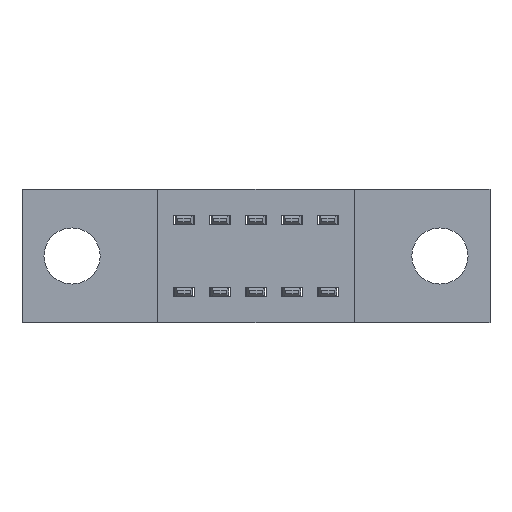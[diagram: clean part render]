
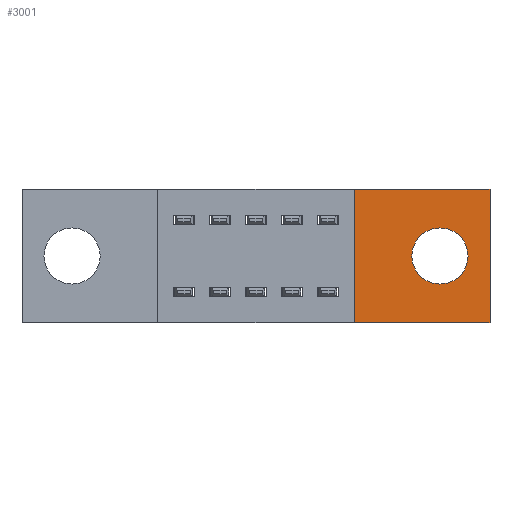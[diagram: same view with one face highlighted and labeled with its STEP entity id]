
A CAD part, front view. The second image highlights one B-rep face of the part: STEP entity #3001.
In plain terms, the highlighted planar face has unit normal (0, -1, 0).
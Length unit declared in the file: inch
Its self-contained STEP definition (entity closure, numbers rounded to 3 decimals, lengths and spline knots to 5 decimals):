
#313 = ORIENTED_EDGE ( 'NONE', *, *, #1936, .F. ) ;
#343 = DIRECTION ( 'NONE',  ( 1., 0., 0. ) ) ;
#452 = VERTEX_POINT ( 'NONE', #6977 ) ;
#600 = CARTESIAN_POINT ( 'NONE',  ( 0., 0., -0.37 ) ) ;
#642 = DIRECTION ( 'NONE',  ( 0., 0., 1. ) ) ;
#643 = CARTESIAN_POINT ( 'NONE',  ( 1.161, 0., -0.107 ) ) ;
#802 = VERTEX_POINT ( 'NONE', #643 ) ;
#810 = PLANE ( 'NONE',  #3878 ) ;
#821 = ORIENTED_EDGE ( 'NONE', *, *, #4400, .F. ) ;
#841 = DIRECTION ( 'NONE',  ( 0., 0., -1. ) ) ;
#853 = VERTEX_POINT ( 'NONE', #3460 ) ;
#1138 = FACE_OUTER_BOUND ( 'NONE', #6921, .T. ) ;
#1296 = ORIENTED_EDGE ( 'NONE', *, *, #6293, .T. ) ;
#1379 = DIRECTION ( 'NONE',  ( 0., 1., 0. ) ) ;
#1539 = VECTOR ( 'NONE', #3444, 39.37008 ) ;
#1826 = ORIENTED_EDGE ( 'NONE', *, *, #2809, .F. ) ;
#1936 = EDGE_CURVE ( 'NONE', #2245, #3343, #3678, .T. ) ;
#2092 = VECTOR ( 'NONE', #343, 39.37008 ) ;
#2151 = ORIENTED_EDGE ( 'NONE', *, *, #7448, .F. ) ;
#2245 = VERTEX_POINT ( 'NONE', #4256 ) ;
#2454 = VECTOR ( 'NONE', #642, 39.37008 ) ;
#2658 = EDGE_LOOP ( 'NONE', ( #1296, #5018 ) ) ;
#2809 = EDGE_CURVE ( 'NONE', #7523, #2245, #5417, .T. ) ;
#2901 = FACE_BOUND ( 'NONE', #2658, .T. ) ;
#3001 = ADVANCED_FACE ( 'NONE', ( #2901, #1138 ), #810, .T. ) ;
#3017 = CARTESIAN_POINT ( 'NONE',  ( 1.3, 0., 0. ) ) ;
#3116 = LINE ( 'NONE', #4633, #1539 ) ;
#3343 = VERTEX_POINT ( 'NONE', #3017 ) ;
#3380 = CARTESIAN_POINT ( 'NONE',  ( 1.161, 0., -0.185 ) ) ;
#3444 = DIRECTION ( 'NONE',  ( 0., 0., -1. ) ) ;
#3460 = CARTESIAN_POINT ( 'NONE',  ( 1.161, 0., -0.263 ) ) ;
#3580 = DIRECTION ( 'NONE',  ( -1., 0., 0. ) ) ;
#3678 = LINE ( 'NONE', #6240, #2092 ) ;
#3878 = AXIS2_PLACEMENT_3D ( 'NONE', #4975, #4395, #841 ) ;
#3994 = DIRECTION ( 'NONE',  ( 0., 0., -1. ) ) ;
#4214 = CARTESIAN_POINT ( 'NONE',  ( 0.923, 0., -0.37 ) ) ;
#4256 = CARTESIAN_POINT ( 'NONE',  ( 0.923, 0., 0. ) ) ;
#4395 = DIRECTION ( 'NONE',  ( 0., -1., 0. ) ) ;
#4400 = EDGE_CURVE ( 'NONE', #3343, #452, #3116, .T. ) ;
#4633 = CARTESIAN_POINT ( 'NONE',  ( 1.3, 0., 0. ) ) ;
#4950 = CARTESIAN_POINT ( 'NONE',  ( 1.161, 0., -0.185 ) ) ;
#4975 = CARTESIAN_POINT ( 'NONE',  ( 0., 0., -0.37 ) ) ;
#5018 = ORIENTED_EDGE ( 'NONE', *, *, #7598, .T. ) ;
#5417 = LINE ( 'NONE', #4214, #2454 ) ;
#5461 = LINE ( 'NONE', #600, #6663 ) ;
#5538 = DIRECTION ( 'NONE',  ( 0., 0., -1. ) ) ;
#5977 = CARTESIAN_POINT ( 'NONE',  ( 0.923, 0., -0.37 ) ) ;
#6194 = AXIS2_PLACEMENT_3D ( 'NONE', #3380, #7530, #3994 ) ;
#6240 = CARTESIAN_POINT ( 'NONE',  ( 0., 0., 0. ) ) ;
#6293 = EDGE_CURVE ( 'NONE', #802, #853, #7454, .T. ) ;
#6663 = VECTOR ( 'NONE', #3580, 39.37008 ) ;
#6921 = EDGE_LOOP ( 'NONE', ( #1826, #2151, #821, #313 ) ) ;
#6977 = CARTESIAN_POINT ( 'NONE',  ( 1.3, 0., -0.37 ) ) ;
#7448 = EDGE_CURVE ( 'NONE', #452, #7523, #5461, .T. ) ;
#7454 = CIRCLE ( 'NONE', #7560, 0.078 ) ;
#7523 = VERTEX_POINT ( 'NONE', #5977 ) ;
#7530 = DIRECTION ( 'NONE',  ( 0., 1., 0. ) ) ;
#7560 = AXIS2_PLACEMENT_3D ( 'NONE', #4950, #1379, #5538 ) ;
#7598 = EDGE_CURVE ( 'NONE', #853, #802, #7690, .T. ) ;
#7690 = CIRCLE ( 'NONE', #6194, 0.078 ) ;
